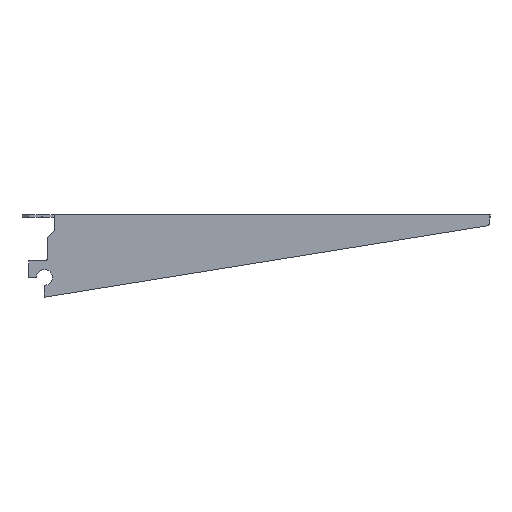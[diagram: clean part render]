
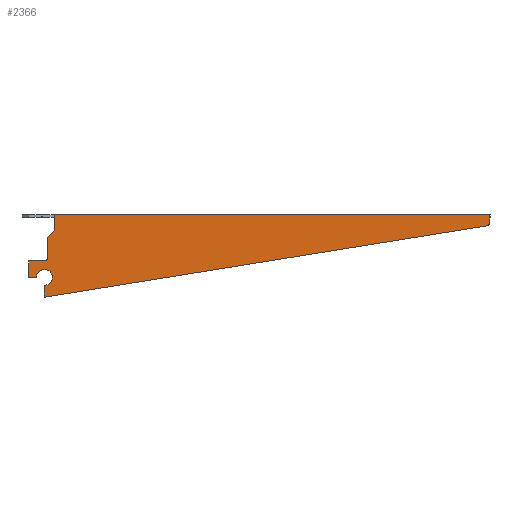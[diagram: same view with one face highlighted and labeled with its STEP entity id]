
A CAD part, front view. The second image highlights one B-rep face of the part: STEP entity #2366.
In plain terms, the highlighted planar face has unit normal (0, -1, 0).
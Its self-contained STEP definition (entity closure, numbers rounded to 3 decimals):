
#95=FACE_OUTER_BOUND('',#235,.T.);
#235=EDGE_LOOP('',(#1696,#1697,#1698,#1699,#1700,#1701,#1702,#1703,#1704,
#1705,#1706,#1707,#1708,#1709,#1710,#1711,#1712,#1713,#1714,#1715,#1716));
#432=CIRCLE('',#2592,1.);
#433=CIRCLE('',#2593,1.);
#434=CIRCLE('',#2594,0.5);
#435=CIRCLE('',#2595,0.5);
#436=CIRCLE('',#2596,0.5);
#437=CIRCLE('',#2597,1.);
#438=CIRCLE('',#2598,6.);
#439=CIRCLE('',#2599,1.);
#440=CIRCLE('',#2600,3.);
#460=LINE('',#3440,#698);
#559=LINE('',#3797,#797);
#560=LINE('',#3801,#798);
#561=LINE('',#3805,#799);
#562=LINE('',#3809,#800);
#563=LINE('',#3813,#801);
#564=LINE('',#3821,#802);
#565=LINE('',#3823,#803);
#566=LINE('',#3827,#804);
#567=LINE('',#3828,#805);
#568=LINE('',#3830,#806);
#569=LINE('',#3831,#807);
#698=VECTOR('',#2750,10.);
#797=VECTOR('',#3017,10.);
#798=VECTOR('',#3020,10.);
#799=VECTOR('',#3023,10.);
#800=VECTOR('',#3026,10.);
#801=VECTOR('',#3029,10.);
#802=VECTOR('',#3036,10.);
#803=VECTOR('',#3037,10.);
#804=VECTOR('',#3040,10.);
#805=VECTOR('',#3041,10.);
#806=VECTOR('',#3042,10.);
#807=VECTOR('',#3043,10.);
#944=VERTEX_POINT('',#3437);
#945=VERTEX_POINT('',#3439);
#1117=VERTEX_POINT('',#3793);
#1118=VERTEX_POINT('',#3794);
#1119=VERTEX_POINT('',#3796);
#1120=VERTEX_POINT('',#3798);
#1121=VERTEX_POINT('',#3800);
#1122=VERTEX_POINT('',#3802);
#1123=VERTEX_POINT('',#3804);
#1124=VERTEX_POINT('',#3806);
#1125=VERTEX_POINT('',#3808);
#1126=VERTEX_POINT('',#3810);
#1127=VERTEX_POINT('',#3812);
#1128=VERTEX_POINT('',#3814);
#1129=VERTEX_POINT('',#3816);
#1130=VERTEX_POINT('',#3818);
#1131=VERTEX_POINT('',#3820);
#1132=VERTEX_POINT('',#3822);
#1133=VERTEX_POINT('',#3824);
#1134=VERTEX_POINT('',#3826);
#1135=VERTEX_POINT('',#3829);
#1172=EDGE_CURVE('',#944,#945,#460,.T.);
#1349=EDGE_CURVE('',#1117,#1118,#432,.T.);
#1350=EDGE_CURVE('',#1119,#1117,#559,.T.);
#1351=EDGE_CURVE('',#1120,#1119,#433,.T.);
#1352=EDGE_CURVE('',#1121,#1120,#560,.T.);
#1353=EDGE_CURVE('',#1122,#1121,#434,.T.);
#1354=EDGE_CURVE('',#1123,#1122,#561,.T.);
#1355=EDGE_CURVE('',#1124,#1123,#435,.T.);
#1356=EDGE_CURVE('',#1125,#1124,#562,.T.);
#1357=EDGE_CURVE('',#1126,#1125,#436,.T.);
#1358=EDGE_CURVE('',#1127,#1126,#563,.T.);
#1359=EDGE_CURVE('',#1128,#1127,#437,.T.);
#1360=EDGE_CURVE('',#1129,#1128,#438,.T.);
#1361=EDGE_CURVE('',#1130,#1129,#439,.T.);
#1362=EDGE_CURVE('',#1131,#1130,#564,.T.);
#1363=EDGE_CURVE('',#1132,#1131,#565,.T.);
#1364=EDGE_CURVE('',#1133,#1132,#440,.T.);
#1365=EDGE_CURVE('',#1134,#1133,#566,.T.);
#1366=EDGE_CURVE('',#945,#1134,#567,.T.);
#1367=EDGE_CURVE('',#1135,#944,#568,.T.);
#1368=EDGE_CURVE('',#1118,#1135,#569,.T.);
#1696=ORIENTED_EDGE('',*,*,#1349,.F.);
#1697=ORIENTED_EDGE('',*,*,#1350,.F.);
#1698=ORIENTED_EDGE('',*,*,#1351,.F.);
#1699=ORIENTED_EDGE('',*,*,#1352,.F.);
#1700=ORIENTED_EDGE('',*,*,#1353,.F.);
#1701=ORIENTED_EDGE('',*,*,#1354,.F.);
#1702=ORIENTED_EDGE('',*,*,#1355,.F.);
#1703=ORIENTED_EDGE('',*,*,#1356,.F.);
#1704=ORIENTED_EDGE('',*,*,#1357,.F.);
#1705=ORIENTED_EDGE('',*,*,#1358,.F.);
#1706=ORIENTED_EDGE('',*,*,#1359,.F.);
#1707=ORIENTED_EDGE('',*,*,#1360,.F.);
#1708=ORIENTED_EDGE('',*,*,#1361,.F.);
#1709=ORIENTED_EDGE('',*,*,#1362,.F.);
#1710=ORIENTED_EDGE('',*,*,#1363,.F.);
#1711=ORIENTED_EDGE('',*,*,#1364,.F.);
#1712=ORIENTED_EDGE('',*,*,#1365,.F.);
#1713=ORIENTED_EDGE('',*,*,#1366,.F.);
#1714=ORIENTED_EDGE('',*,*,#1172,.F.);
#1715=ORIENTED_EDGE('',*,*,#1367,.F.);
#1716=ORIENTED_EDGE('',*,*,#1368,.F.);
#2185=PLANE('',#2591);
#2366=ADVANCED_FACE('',(#95),#2185,.T.);
#2591=AXIS2_PLACEMENT_3D('',#3792,#3013,#3014);
#2592=AXIS2_PLACEMENT_3D('',#3795,#3015,#3016);
#2593=AXIS2_PLACEMENT_3D('',#3799,#3018,#3019);
#2594=AXIS2_PLACEMENT_3D('',#3803,#3021,#3022);
#2595=AXIS2_PLACEMENT_3D('',#3807,#3024,#3025);
#2596=AXIS2_PLACEMENT_3D('',#3811,#3027,#3028);
#2597=AXIS2_PLACEMENT_3D('',#3815,#3030,#3031);
#2598=AXIS2_PLACEMENT_3D('',#3817,#3032,#3033);
#2599=AXIS2_PLACEMENT_3D('',#3819,#3034,#3035);
#2600=AXIS2_PLACEMENT_3D('',#3825,#3038,#3039);
#2750=DIRECTION('',(1.,0.,0.));
#3013=DIRECTION('center_axis',(0.,-1.,0.));
#3014=DIRECTION('ref_axis',(1.,0.,0.));
#3015=DIRECTION('center_axis',(0.,-1.,0.));
#3016=DIRECTION('ref_axis',(0.707,0.,-0.707));
#3017=DIRECTION('',(0.707,0.,0.707));
#3018=DIRECTION('center_axis',(0.,1.,0.));
#3019=DIRECTION('ref_axis',(0.707,0.,-0.707));
#3020=DIRECTION('',(0.,0.,1.));
#3021=DIRECTION('center_axis',(0.,-1.,0.));
#3022=DIRECTION('ref_axis',(0.,0.,-1.));
#3023=DIRECTION('',(1.,0.,0.));
#3024=DIRECTION('center_axis',(0.,1.,0.));
#3025=DIRECTION('ref_axis',(0.,0.,-1.));
#3026=DIRECTION('',(0.,0.,1.));
#3027=DIRECTION('center_axis',(0.,1.,0.));
#3028=DIRECTION('ref_axis',(1.,0.,0.));
#3029=DIRECTION('',(-1.,0.,0.));
#3030=DIRECTION('center_axis',(0.,1.,0.));
#3031=DIRECTION('ref_axis',(0.,0.,1.));
#3032=DIRECTION('center_axis',(0.,-1.,0.));
#3033=DIRECTION('ref_axis',(0.143,0.,-0.99));
#3034=DIRECTION('center_axis',(0.,1.,0.));
#3035=DIRECTION('ref_axis',(0.143,0.,-0.99));
#3036=DIRECTION('',(0.,0.,1.));
#3037=DIRECTION('',(-0.987,0.,-0.159));
#3038=DIRECTION('center_axis',(0.,1.,0.));
#3039=DIRECTION('ref_axis',(0.761,0.,-0.648));
#3040=DIRECTION('',(0.,0.,-1.));
#3041=DIRECTION('',(0.,0.,-1.));
#3042=DIRECTION('',(0.,0.,1.));
#3043=DIRECTION('',(0.,0.,1.));
#3437=CARTESIAN_POINT('',(25.,-17.978,2.));
#3439=CARTESIAN_POINT('',(355.,-17.978,2.));
#3440=CARTESIAN_POINT('',(140.445,-17.978,2.));
#3792=CARTESIAN_POINT('Origin',(140.445,-17.978,16.502));
#3793=CARTESIAN_POINT('',(24.707,-17.978,-9.791));
#3794=CARTESIAN_POINT('',(25.,-17.978,-9.084));
#3795=CARTESIAN_POINT('Origin',(24.,-17.978,-9.084));
#3796=CARTESIAN_POINT('',(19.293,-17.978,-15.205));
#3797=CARTESIAN_POINT('',(19.293,-17.978,-15.205));
#3798=CARTESIAN_POINT('',(19.,-17.978,-15.912));
#3799=CARTESIAN_POINT('Origin',(20.,-17.978,-15.912));
#3800=CARTESIAN_POINT('',(19.,-17.978,-31.998));
#3801=CARTESIAN_POINT('',(19.,-17.978,-31.998));
#3802=CARTESIAN_POINT('',(18.5,-17.978,-32.498));
#3803=CARTESIAN_POINT('Origin',(18.5,-17.978,-31.998));
#3804=CARTESIAN_POINT('',(5.5,-17.978,-32.498));
#3805=CARTESIAN_POINT('',(5.5,-17.978,-32.498));
#3806=CARTESIAN_POINT('',(5.,-17.978,-32.998));
#3807=CARTESIAN_POINT('Origin',(5.5,-17.978,-32.998));
#3808=CARTESIAN_POINT('',(5.,-17.978,-44.998));
#3809=CARTESIAN_POINT('',(5.,-17.978,-44.998));
#3810=CARTESIAN_POINT('',(5.5,-17.978,-45.498));
#3811=CARTESIAN_POINT('Origin',(5.5,-17.978,-44.998));
#3812=CARTESIAN_POINT('',(10.072,-17.978,-45.498));
#3813=CARTESIAN_POINT('',(10.072,-17.978,-45.498));
#3814=CARTESIAN_POINT('',(11.062,-17.978,-44.641));
#3815=CARTESIAN_POINT('Origin',(10.072,-17.978,-44.498));
#3816=CARTESIAN_POINT('',(17.857,-17.978,-51.437));
#3817=CARTESIAN_POINT('Origin',(17.,-17.978,-45.498));
#3818=CARTESIAN_POINT('',(17.,-17.978,-52.426));
#3819=CARTESIAN_POINT('Origin',(18.,-17.978,-52.426));
#3820=CARTESIAN_POINT('',(17.,-17.978,-60.498));
#3821=CARTESIAN_POINT('',(17.,-17.978,-60.498));
#3822=CARTESIAN_POINT('',(352.478,-17.978,-6.405));
#3823=CARTESIAN_POINT('',(355.,-17.978,-5.998));
#3824=CARTESIAN_POINT('',(355.,-17.978,-3.443));
#3825=CARTESIAN_POINT('Origin',(352.,-17.978,-3.443));
#3826=CARTESIAN_POINT('',(355.,-17.978,-2.));
#3827=CARTESIAN_POINT('',(355.,-17.978,16.502));
#3828=CARTESIAN_POINT('',(355.,-17.978,11.001));
#3829=CARTESIAN_POINT('',(25.,-17.978,-2.));
#3830=CARTESIAN_POINT('',(25.,-17.978,7.251));
#3831=CARTESIAN_POINT('',(25.,-17.978,-9.084));
